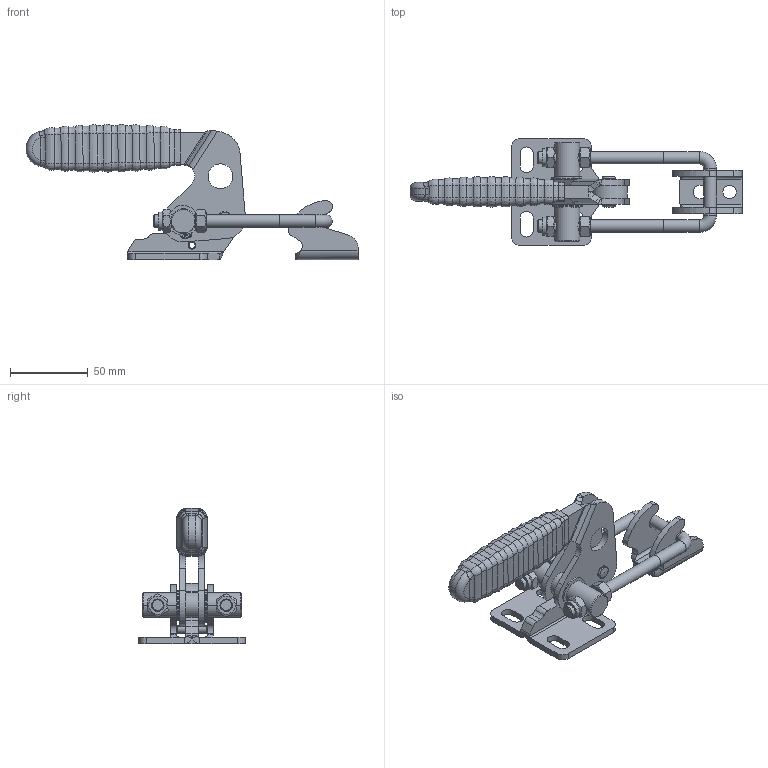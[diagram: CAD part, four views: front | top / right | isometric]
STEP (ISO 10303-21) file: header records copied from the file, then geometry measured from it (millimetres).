
FILE_DESCRIPTION(/* description */ (''),/* implementation_level */ '2;1');
FILE_NAME(/* name */ 'HC27H-110.stp',/* time_stamp */ '2022-02-02T14:20:53+00:00',/* author */ ('Sandfield Engineering'),/* organization */ ('Sandfield Engineering'),/* preprocessor_version */ 'ST-DEVELOPER v18.1',/* originating_system */ 'Autodesk Inventor 2021',/* authorisation */ '');
FILE_SCHEMA (('AUTOMOTIVE_DESIGN { 1 0 10303 214 3 1 1 }'));
Length unit declared in the file: millimetre
Products named in the file (6): HC27H-110; HC27 - BASE PLATE; HC27 - HANDLE ASSEMBLY; HC27 - SPINDLE ASSEMBLY; HC27 - LATCH; HC27_HOOK 115
Assembly tree (5 placements, depth 2):
  HC27H-110
    HC27 - BASE PLATE
    HC27 - HANDLE ASSEMBLY
    HC27 - SPINDLE ASSEMBLY
    HC27 - LATCH
    HC27_HOOK 115
Bounding box: 213.52 x 68.5 x 86.92 mm (x, y, z)
Volume: 119048.6 mm3; surface area: 54856.4 mm2
Topology: 9 solids, 10 shells, 457 faces, 1138 edges, 702 vertices
Faces by surface type: cylinder 197, plane 132, bspline 68, torus 44, cone 14, sphere 2
Full cylindrical faces by diameter (mm): 1.7 x4, 7.99 x2, 8 x8, 8.3 x2, 8.5 x2, 11.6 x2, 12.7 x1, 15.2 x2, 16 x5
Entity records: 17127 total; most frequent: CARTESIAN_POINT 5832, DIRECTION 2330, ORIENTED_EDGE 2288, EDGE_CURVE 1144, AXIS2_PLACEMENT_3D 916, VERTEX_POINT 710, CIRCLE 516, EDGE_LOOP 506
